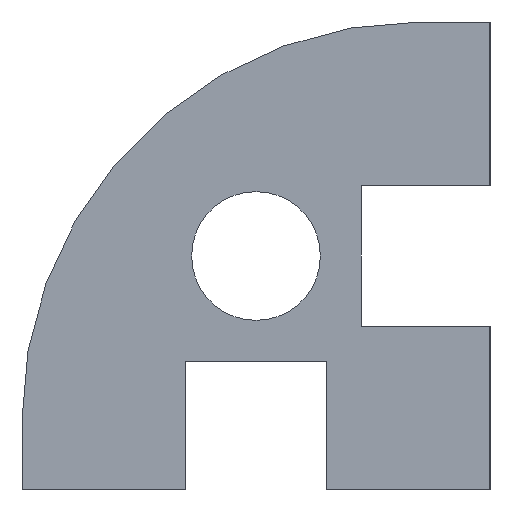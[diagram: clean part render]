
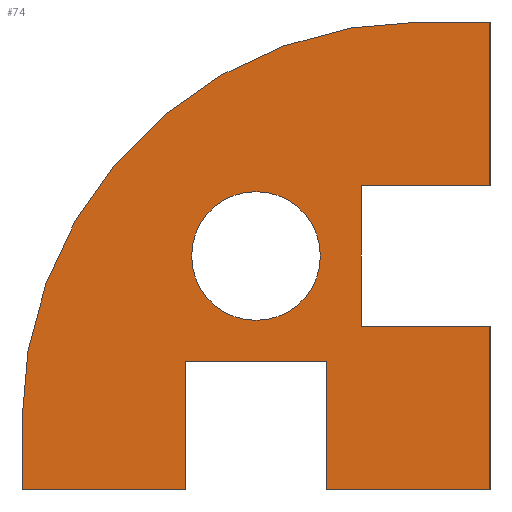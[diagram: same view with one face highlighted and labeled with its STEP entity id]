
A CAD part, left-side view. The second image highlights one B-rep face of the part: STEP entity #74.
In plain terms, the highlighted planar face has unit normal (-1, 0, 0).
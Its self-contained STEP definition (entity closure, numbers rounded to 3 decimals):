
#74=ADVANCED_FACE('',(#143,#144),#145,.F.);
#143=FACE_BOUND('',#204,.T.);
#144=FACE_OUTER_BOUND('',#205,.T.);
#145=PLANE('',#206);
#204=EDGE_LOOP('',(#349,#350));
#205=EDGE_LOOP('',(#351,#352,#353,#354,#355,#356,#357,#358,#359,#360,#361,#362,#363));
#206=AXIS2_PLACEMENT_3D('',#364,#365,#366);
#349=ORIENTED_EDGE('',*,*,#372,.T.);
#350=ORIENTED_EDGE('',*,*,#374,.T.);
#351=ORIENTED_EDGE('',*,*,#427,.T.);
#352=ORIENTED_EDGE('',*,*,#379,.T.);
#353=ORIENTED_EDGE('',*,*,#384,.T.);
#354=ORIENTED_EDGE('',*,*,#388,.T.);
#355=ORIENTED_EDGE('',*,*,#392,.T.);
#356=ORIENTED_EDGE('',*,*,#396,.T.);
#357=ORIENTED_EDGE('',*,*,#400,.F.);
#358=ORIENTED_EDGE('',*,*,#404,.T.);
#359=ORIENTED_EDGE('',*,*,#408,.T.);
#360=ORIENTED_EDGE('',*,*,#412,.T.);
#361=ORIENTED_EDGE('',*,*,#416,.T.);
#362=ORIENTED_EDGE('',*,*,#420,.T.);
#363=ORIENTED_EDGE('',*,*,#424,.T.);
#364=CARTESIAN_POINT('',(0.0,-1.545,-1.545));
#365=DIRECTION('',(1.0,0.0,0.0));
#366=DIRECTION('',(0.0,1.0,0.0));
#372=EDGE_CURVE('',#433,#437,#439,.T.);
#374=EDGE_CURVE('',#437,#433,#441,.T.);
#379=EDGE_CURVE('',#449,#447,#450,.T.);
#384=EDGE_CURVE('',#447,#455,#457,.T.);
#388=EDGE_CURVE('',#455,#461,#463,.T.);
#392=EDGE_CURVE('',#461,#467,#469,.T.);
#396=EDGE_CURVE('',#467,#473,#475,.T.);
#400=EDGE_CURVE('',#479,#473,#481,.T.);
#404=EDGE_CURVE('',#479,#485,#487,.T.);
#408=EDGE_CURVE('',#485,#491,#493,.T.);
#412=EDGE_CURVE('',#491,#497,#499,.T.);
#416=EDGE_CURVE('',#497,#503,#505,.T.);
#420=EDGE_CURVE('',#503,#509,#511,.T.);
#424=EDGE_CURVE('',#509,#515,#517,.T.);
#427=EDGE_CURVE('',#515,#449,#520,.T.);
#433=VERTEX_POINT('',#526);
#437=VERTEX_POINT('',#531);
#439=CIRCLE('',#534,2.75);
#441=CIRCLE('',#536,2.75);
#447=VERTEX_POINT('',#543);
#449=VERTEX_POINT('',#546);
#450=LINE('',#547,#548);
#455=VERTEX_POINT('',#555);
#457=LINE('',#558,#559);
#461=VERTEX_POINT('',#564);
#463=LINE('',#567,#568);
#467=VERTEX_POINT('',#573);
#469=LINE('',#576,#577);
#473=VERTEX_POINT('',#582);
#475=LINE('',#585,#586);
#479=VERTEX_POINT('',#590);
#481=CIRCLE('',#593,17.);
#485=VERTEX_POINT('',#598);
#487=LINE('',#601,#602);
#491=VERTEX_POINT('',#607);
#493=LINE('',#610,#611);
#497=VERTEX_POINT('',#616);
#499=LINE('',#619,#620);
#503=VERTEX_POINT('',#625);
#505=LINE('',#628,#629);
#509=VERTEX_POINT('',#634);
#511=LINE('',#637,#638);
#515=VERTEX_POINT('',#643);
#517=LINE('',#646,#647);
#520=LINE('',#651,#652);
#526=CARTESIAN_POINT('',(0.0,2.75,0.0));
#531=CARTESIAN_POINT('',(0.0,-2.75,0.));
#534=AXIS2_PLACEMENT_3D('',#661,#662,#663);
#536=AXIS2_PLACEMENT_3D('',#664,#665,#666);
#543=CARTESIAN_POINT('',(0.0,-4.5,-3.0));
#546=CARTESIAN_POINT('',(0.0,-10.0,-3.0));
#547=CARTESIAN_POINT('',(0.0,-10.0,-3.0));
#548=VECTOR('',#672,1.0);
#555=CARTESIAN_POINT('',(0.0,-4.5,3.0));
#558=CARTESIAN_POINT('',(0.0,-4.5,-3.0));
#559=VECTOR('',#676,1.0);
#564=CARTESIAN_POINT('',(0.0,-10.0,3.0));
#567=CARTESIAN_POINT('',(0.0,-4.5,3.0));
#568=VECTOR('',#679,1.0);
#573=CARTESIAN_POINT('',(0.0,-10.0,10.0));
#576=CARTESIAN_POINT('',(0.0,-10.0,3.0));
#577=VECTOR('',#682,1.0);
#582=CARTESIAN_POINT('',(0.0,-7.0,10.0));
#585=CARTESIAN_POINT('',(0.0,-10.0,10.0));
#586=VECTOR('',#685,1.0);
#590=CARTESIAN_POINT('',(0.0,10.0,-7.0));
#593=AXIS2_PLACEMENT_3D('',#690,#691,#692);
#598=CARTESIAN_POINT('',(0.0,10.0,-10.0));
#601=CARTESIAN_POINT('',(0.0,10.0,-7.0));
#602=VECTOR('',#695,1.0);
#607=CARTESIAN_POINT('',(0.0,3.0,-10.0));
#610=CARTESIAN_POINT('',(0.0,10.0,-10.0));
#611=VECTOR('',#698,1.0);
#616=CARTESIAN_POINT('',(0.0,3.0,-4.5));
#619=CARTESIAN_POINT('',(0.0,3.0,-10.0));
#620=VECTOR('',#701,1.0);
#625=CARTESIAN_POINT('',(0.0,-3.0,-4.5));
#628=CARTESIAN_POINT('',(0.0,3.0,-4.5));
#629=VECTOR('',#704,1.0);
#634=CARTESIAN_POINT('',(0.0,-3.0,-10.0));
#637=CARTESIAN_POINT('',(0.0,-3.0,-4.5));
#638=VECTOR('',#707,1.0);
#643=CARTESIAN_POINT('',(0.0,-10.0,-10.0));
#646=CARTESIAN_POINT('',(0.0,-3.0,-10.0));
#647=VECTOR('',#710,1.0);
#651=CARTESIAN_POINT('',(0.0,-10.0,-10.0));
#652=VECTOR('',#712,1.0);
#661=CARTESIAN_POINT('',(0.0,0.0,0.0));
#662=DIRECTION('',(1.0,0.0,0.0));
#663=DIRECTION('',(0.0,1.0,0.0));
#664=CARTESIAN_POINT('',(0.0,0.0,0.0));
#665=DIRECTION('',(1.0,0.0,0.0));
#666=DIRECTION('',(0.0,1.0,0.0));
#672=DIRECTION('',(0.0,1.0,0.0));
#676=DIRECTION('',(0.0,0.0,1.0));
#679=DIRECTION('',(0.0,-1.0,0.0));
#682=DIRECTION('',(0.0,0.0,1.0));
#685=DIRECTION('',(0.0,1.0,0.0));
#690=CARTESIAN_POINT('',(0.0,-7.,-7.));
#691=DIRECTION('',(1.0,0.0,-0.0));
#692=DIRECTION('',(0.0,1.0,0.));
#695=DIRECTION('',(0.0,0.0,-1.0));
#698=DIRECTION('',(0.0,-1.0,0.0));
#701=DIRECTION('',(0.0,0.0,1.0));
#704=DIRECTION('',(0.0,-1.0,0.0));
#707=DIRECTION('',(0.0,0.0,-1.0));
#710=DIRECTION('',(0.0,-1.0,0.0));
#712=DIRECTION('',(0.0,0.0,1.0));
